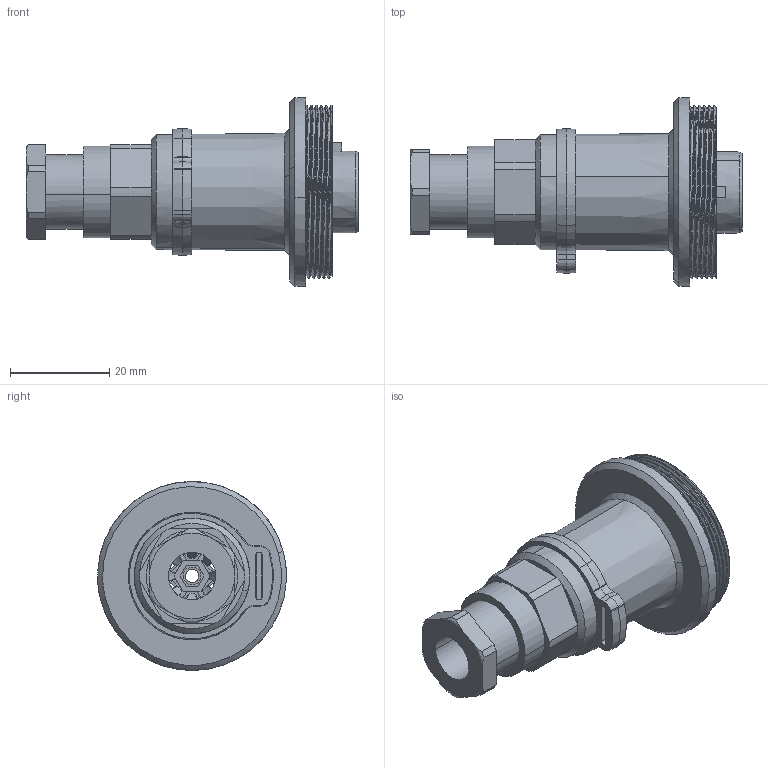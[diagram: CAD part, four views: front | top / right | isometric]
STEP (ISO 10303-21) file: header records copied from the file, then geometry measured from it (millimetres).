
FILE_DESCRIPTION(('STEP AP242'),'1');
FILE_NAME('px0746-s-xx-xxx.stp','2024-04-03T19:47:21',('TraceParts'),('TraceParts S.A.'),'Spatial InterOp 3D',' ',' ');
FILE_SCHEMA(('AP242_MANAGED_MODEL_BASED_3D_ENGINEERING_MIM_LF {1 0 10303 442 1 1 4}'));
Length unit declared in the file: millimetre
Products named in the file (1): px0746-s-xx-xxx_1
Bounding box: 66.75 x 37.95 x 37.96 mm (x, y, z)
Volume: 16236.1 mm3; surface area: 17446.6 mm2
Topology: 3 solids, 3 shells, 625 faces, 1867 edges, 1275 vertices
Faces by surface type: plane 377, cylinder 115, cone 102, bspline 31
Entity records: 46885 total; most frequent: CARTESIAN_POINT 25990, ORIENTED_EDGE 3734, DIRECTION 3141, EDGE_CURVE 1867, VERTEX_POINT 1275, LINE 1129, VECTOR 1129, AXIS2_PLACEMENT_3D 1006
